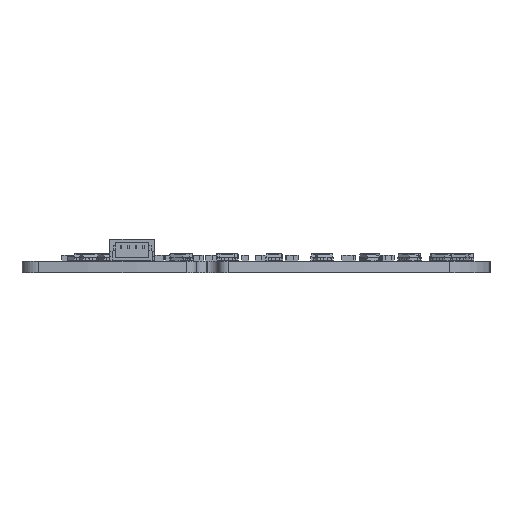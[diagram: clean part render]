
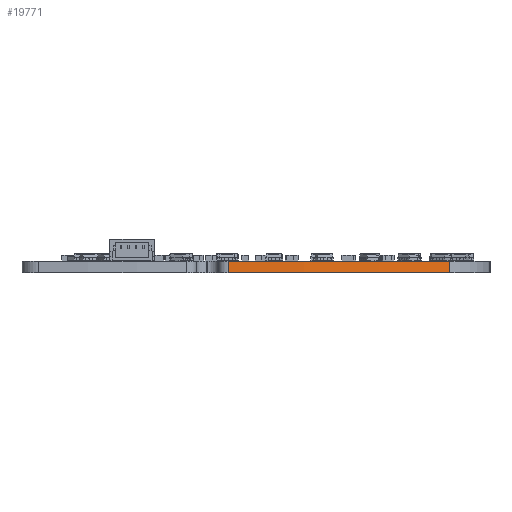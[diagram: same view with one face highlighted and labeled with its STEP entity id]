
A CAD part, left-side view. The second image highlights one B-rep face of the part: STEP entity #19771.
In plain terms, the highlighted cylindrical face has radius 87.971 mm (diameter 175.941 mm), a partial arc.
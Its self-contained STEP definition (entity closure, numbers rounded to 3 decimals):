
#2296=FACE_OUTER_BOUND('',#3325,.T.);
#3325=EDGE_LOOP('',(#14915,#14916,#14917,#14918));
#5057=LINE('',#30116,#7103);
#5058=LINE('',#30122,#7104);
#7103=VECTOR('',#24569,10.);
#7104=VECTOR('',#24576,10.);
#8981=CIRCLE('',#21379,87.971);
#8982=CIRCLE('',#21380,87.971);
#9829=VERTEX_POINT('',#30112);
#9830=VERTEX_POINT('',#30114);
#9831=VERTEX_POINT('',#30118);
#9832=VERTEX_POINT('',#30120);
#11931=EDGE_CURVE('',#9829,#9830,#5057,.T.);
#11932=EDGE_CURVE('',#9831,#9829,#8981,.T.);
#11933=EDGE_CURVE('',#9832,#9830,#8982,.T.);
#11934=EDGE_CURVE('',#9831,#9832,#5058,.T.);
#14915=ORIENTED_EDGE('',*,*,#11932,.T.);
#14916=ORIENTED_EDGE('',*,*,#11931,.T.);
#14917=ORIENTED_EDGE('',*,*,#11933,.F.);
#14918=ORIENTED_EDGE('',*,*,#11934,.F.);
#19014=CYLINDRICAL_SURFACE('',#21378,87.971);
#19771=ADVANCED_FACE('',(#2296),#19014,.T.);
#21378=AXIS2_PLACEMENT_3D('',#30117,#24570,#24571);
#21379=AXIS2_PLACEMENT_3D('',#30119,#24572,#24573);
#21380=AXIS2_PLACEMENT_3D('',#30121,#24574,#24575);
#24569=DIRECTION('',(0.,0.,1.));
#24570=DIRECTION('center_axis',(0.,0.,1.));
#24571=DIRECTION('ref_axis',(-0.994,-0.11,0.));
#24572=DIRECTION('center_axis',(0.,0.,1.));
#24573=DIRECTION('ref_axis',(-0.994,-0.11,0.));
#24574=DIRECTION('center_axis',(0.,0.,1.));
#24575=DIRECTION('ref_axis',(-0.994,-0.11,0.));
#24576=DIRECTION('',(0.,0.,1.));
#30112=CARTESIAN_POINT('',(-63.754,-20.002,0.));
#30114=CARTESIAN_POINT('',(-63.754,-20.002,1.57));
#30116=CARTESIAN_POINT('',(-63.754,-20.002,0.));
#30117=CARTESIAN_POINT('Origin',(14.853,19.493,0.));
#30118=CARTESIAN_POINT('',(-72.58,9.779,0.));
#30119=CARTESIAN_POINT('Origin',(14.853,19.493,0.));
#30120=CARTESIAN_POINT('',(-72.58,9.779,1.57));
#30121=CARTESIAN_POINT('Origin',(14.853,19.493,1.57));
#30122=CARTESIAN_POINT('',(-72.58,9.779,0.));
